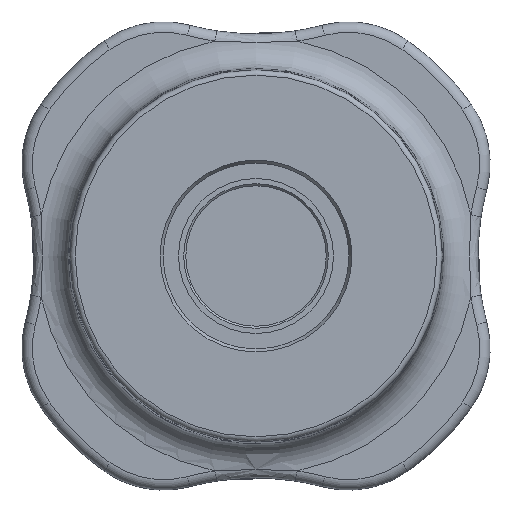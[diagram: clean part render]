
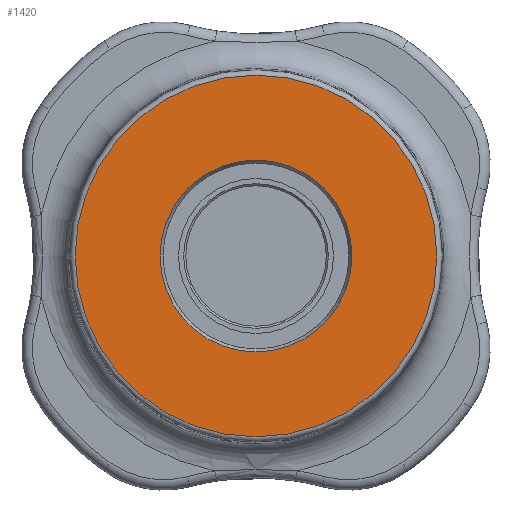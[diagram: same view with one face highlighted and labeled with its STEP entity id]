
A CAD part, left-side view. The second image highlights one B-rep face of the part: STEP entity #1420.
In plain terms, the highlighted planar face has unit normal (-1, 0, 0).
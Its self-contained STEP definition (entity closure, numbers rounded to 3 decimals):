
#1342=CARTESIAN_POINT('',(-17.,9.289,0.));
#1343=VERTEX_POINT('',#1342);
#1344=CARTESIAN_POINT('',(-17.,0.,0.));
#1345=DIRECTION('',(-1.0,0.0,0.0));
#1346=DIRECTION('',(0.0,1.0,0.0));
#1347=AXIS2_PLACEMENT_3D('',#1344,#1345,#1346);
#1348=CIRCLE('',#1347,9.289);
#1349=EDGE_CURVE('',#1343,#1343,#1348,.T.);
#1401=CARTESIAN_POINT('',(-17.0,13.644,0.));
#1402=DIRECTION('',(-1.0,0.0,0.0));
#1403=DIRECTION('',(0.0,0.0,1.0));
#1404=AXIS2_PLACEMENT_3D('',#1401,#1402,#1403);
#1405=PLANE('',#1404);
#1406=CARTESIAN_POINT('',(-17.0,17.509,0.));
#1407=VERTEX_POINT('',#1406);
#1408=CARTESIAN_POINT('',(-17.0,0.,0.));
#1409=DIRECTION('',(1.0,0.0,0.0));
#1410=DIRECTION('',(0.0,-1.0,0.0));
#1411=AXIS2_PLACEMENT_3D('',#1408,#1409,#1410);
#1412=CIRCLE('',#1411,17.509);
#1413=EDGE_CURVE('',#1407,#1407,#1412,.T.);
#1414=ORIENTED_EDGE('',*,*,#1413,.F.);
#1415=EDGE_LOOP('',(#1414));
#1416=FACE_OUTER_BOUND('',#1415,.T.);
#1417=ORIENTED_EDGE('',*,*,#1349,.F.);
#1418=EDGE_LOOP('',(#1417));
#1419=FACE_BOUND('',#1418,.T.);
#1420=ADVANCED_FACE('',(#1416,#1419),#1405,.T.);
